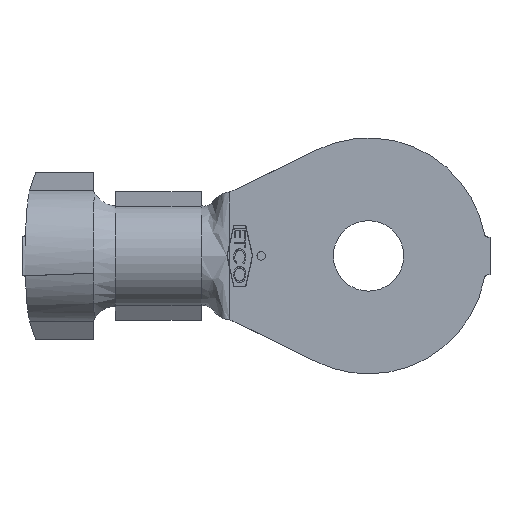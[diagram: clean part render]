
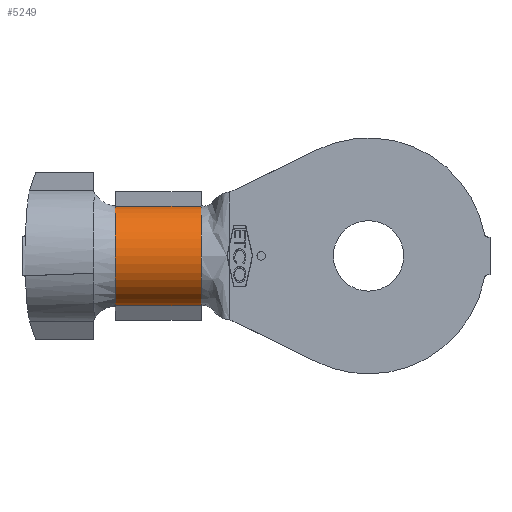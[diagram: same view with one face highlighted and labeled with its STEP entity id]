
A CAD part, front view. The second image highlights one B-rep face of the part: STEP entity #5249.
In plain terms, the highlighted cylindrical face has radius 3.785 mm (diameter 7.569 mm), a partial arc.
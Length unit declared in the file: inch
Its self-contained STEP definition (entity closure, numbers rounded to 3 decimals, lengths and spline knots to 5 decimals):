
#145 = AXIS2_PLACEMENT_3D ( 'NONE', #1548, #5804, #2214 ) ;
#210 = CARTESIAN_POINT ( 'NONE',  ( -0.487, 0.11224, 0.14439 ) ) ;
#310 = ORIENTED_EDGE ( 'NONE', *, *, #987, .F. ) ;
#366 = ORIENTED_EDGE ( 'NONE', *, *, #6123, .F. ) ;
#426 = ORIENTED_EDGE ( 'NONE', *, *, #1763, .T. ) ;
#720 = ORIENTED_EDGE ( 'NONE', *, *, #4895, .T. ) ;
#987 = EDGE_CURVE ( 'NONE', #2429, #1782, #3846, .T. ) ;
#1548 = CARTESIAN_POINT ( 'NONE',  ( -0.737, 0.149, 0. ) ) ;
#1763 = EDGE_CURVE ( 'NONE', #1817, #4444, #7483, .T. ) ;
#1782 = VERTEX_POINT ( 'NONE', #3467 ) ;
#1785 = DIRECTION ( 'NONE',  ( 1., 0., 0. ) ) ;
#1817 = VERTEX_POINT ( 'NONE', #5474 ) ;
#1837 = AXIS2_PLACEMENT_3D ( 'NONE', #5712, #2101, #6299 ) ;
#1858 = VECTOR ( 'NONE', #1785, 39.37008 ) ;
#2058 = LINE ( 'NONE', #2411, #1858 ) ;
#2101 = DIRECTION ( 'NONE',  ( 1., 0., 0. ) ) ;
#2214 = DIRECTION ( 'NONE',  ( 0., 0., -1. ) ) ;
#2411 = CARTESIAN_POINT ( 'NONE',  ( -0.737, 0.11224, -0.14439 ) ) ;
#2429 = VERTEX_POINT ( 'NONE', #210 ) ;
#3171 = AXIS2_PLACEMENT_3D ( 'NONE', #4878, #4148, #3575 ) ;
#3180 = CARTESIAN_POINT ( 'NONE',  ( -0.737, 0.11224, -0.14439 ) ) ;
#3460 = FACE_OUTER_BOUND ( 'NONE', #3692, .T. ) ;
#3467 = CARTESIAN_POINT ( 'NONE',  ( -0.487, 0.11224, -0.14439 ) ) ;
#3575 = DIRECTION ( 'NONE',  ( 0., 0., -1. ) ) ;
#3692 = EDGE_LOOP ( 'NONE', ( #310, #366, #426, #720 ) ) ;
#3846 = CIRCLE ( 'NONE', #1837, 0.149 ) ;
#4148 = DIRECTION ( 'NONE',  ( 1., 0., 0. ) ) ;
#4444 = VERTEX_POINT ( 'NONE', #3180 ) ;
#4636 = CYLINDRICAL_SURFACE ( 'NONE', #3171, 0.149 ) ;
#4878 = CARTESIAN_POINT ( 'NONE',  ( -0.737, 0.149, 0. ) ) ;
#4895 = EDGE_CURVE ( 'NONE', #4444, #1782, #2058, .T. ) ;
#4998 = VECTOR ( 'NONE', #7522, 39.37008 ) ;
#5249 = ADVANCED_FACE ( 'NONE', ( #3460 ), #4636, .T. ) ;
#5474 = CARTESIAN_POINT ( 'NONE',  ( -0.737, 0.11224, 0.14439 ) ) ;
#5712 = CARTESIAN_POINT ( 'NONE',  ( -0.487, 0.149, 0. ) ) ;
#5804 = DIRECTION ( 'NONE',  ( 1., 0., 0. ) ) ;
#6123 = EDGE_CURVE ( 'NONE', #1817, #2429, #6923, .T. ) ;
#6299 = DIRECTION ( 'NONE',  ( 0., 0., -1. ) ) ;
#6403 = CARTESIAN_POINT ( 'NONE',  ( -0.737, 0.11224, 0.14439 ) ) ;
#6923 = LINE ( 'NONE', #6403, #4998 ) ;
#7483 = CIRCLE ( 'NONE', #145, 0.149 ) ;
#7522 = DIRECTION ( 'NONE',  ( 1., 0., 0. ) ) ;
